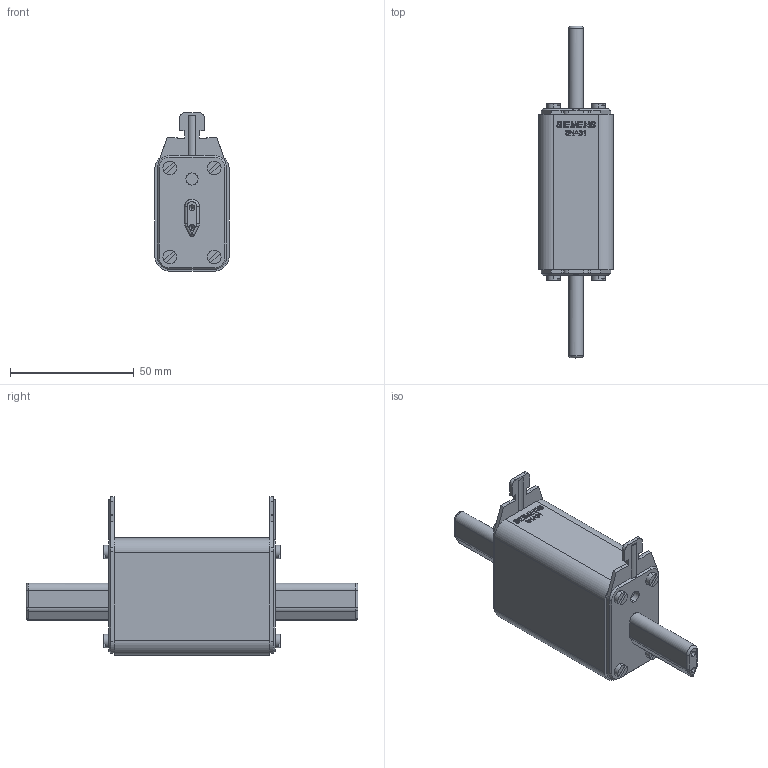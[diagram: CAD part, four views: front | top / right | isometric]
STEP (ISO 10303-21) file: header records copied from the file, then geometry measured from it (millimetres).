
FILE_DESCRIPTION(('STEP AP214'),'1');
FILE_NAME('cctmp_78A557B8-1E76-487E-B8A0-C4CCC4704754_2023_07_16_21_27_41_0947..stp','2023-07-16T19:27:42',('SIEMENS A&D'),('CADClick - www.CADClick.com'),'Spatial InterOp 3D postprocessed',' ','unknown authorization');
FILE_SCHEMA(('AUTOMOTIVE_DESIGN'));
Length unit declared in the file: millimetre
Products named in the file (1): 2023_07_16_21_27_41_0937
Bounding box: 30 x 134 x 63.9 mm (x, y, z)
Volume: 98743.2 mm3; surface area: 16222.8 mm2
Topology: 1 solids, 1 shells, 368 faces, 969 edges, 632 vertices
Faces by surface type: plane 226, bspline 74, cylinder 52, cone 16
Entity records: 19496 total; most frequent: CARTESIAN_POINT 9639, ORIENTED_EDGE 1938, DIRECTION 1567, EDGE_CURVE 969, LINE 661, VECTOR 661, VERTEX_POINT 632, AXIS2_PLACEMENT_3D 453
